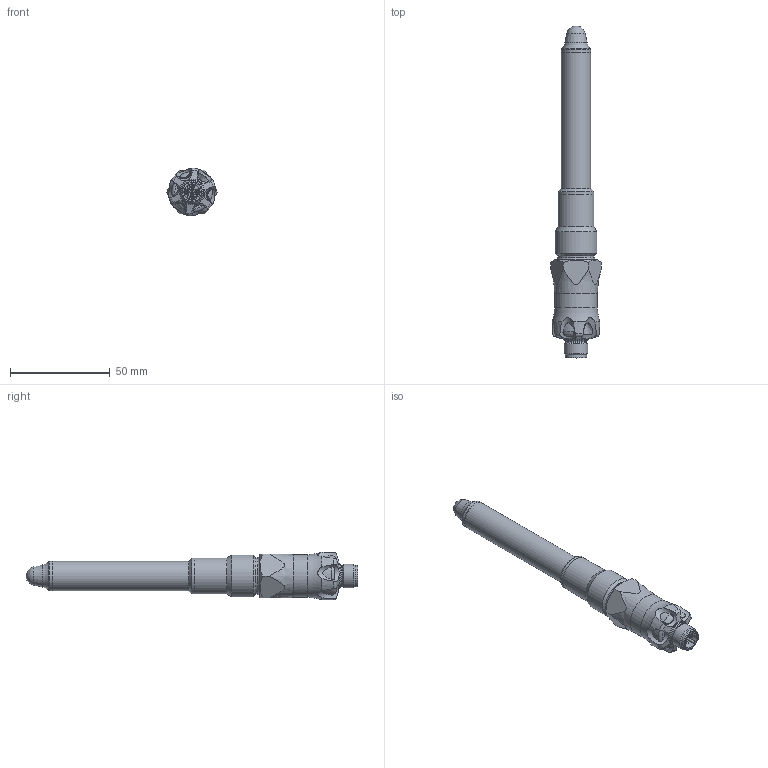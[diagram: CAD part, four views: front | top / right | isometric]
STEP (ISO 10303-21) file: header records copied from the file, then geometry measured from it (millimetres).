
FILE_DESCRIPTION(/* description */ ('Unknown'),/* implementation_level */ '2;1');
FILE_NAME(/* name */ 'PL20 G½ hygienic, length 82 mm med King Crown',/* time_stamp */ '2021-06-10T08:25:26+02:00',/* author */ ('Unknown'),/* organization */ ('Baumer'),/* preprocessor_version */ 'ST-DEVELOPER v16.7',/* originating_system */ 'Solid Edge',/* authorisation */ 'Unknown');
FILE_SCHEMA (('AUTOMOTIVE_DESIGN {1 0 10303 214 3 1 1}'));
Length unit declared in the file: millimetre
Products named in the file (1): Part2
Bounding box: 25.4 x 166.7 x 23.99 mm (x, y, z)
Volume: 16774.9 mm3; surface area: 20509.2 mm2
Topology: 1 solids, 1 shells, 867 faces, 2333 edges, 1448 vertices
Faces by surface type: plane 339, cylinder 260, bspline 97, torus 87, cone 62, sphere 22
Full cylindrical faces by diameter (mm): 8 x1, 8.3 x1, 9.6 x2, 10 x1, 10.8 x1, 10.9 x1, 11 x1, 11.9 x1, 12 x2, 12.1 x1, 12.5 x1, 12.917 x1, 13.6 x1, 14 x1, 14.6 x2, 15 x1, 15.8 x1, 15.96 x1, 16.5 x1, 18 x2, 18.4 x1, 18.8 x1, 19 x2, 19.9 x1, 20.25 x1, 20.3 x1, 20.955 x1, 21.5 x1
Entity records: 33855 total; most frequent: CARTESIAN_POINT 7211, ORIENTED_EDGE 4358, DIRECTION 4208, EDGE_CURVE 2179, AXIS2_PLACEMENT_3D 1630, VERTEX_POINT 1402, EDGE_LOOP 995, FACE_BOUND 995
